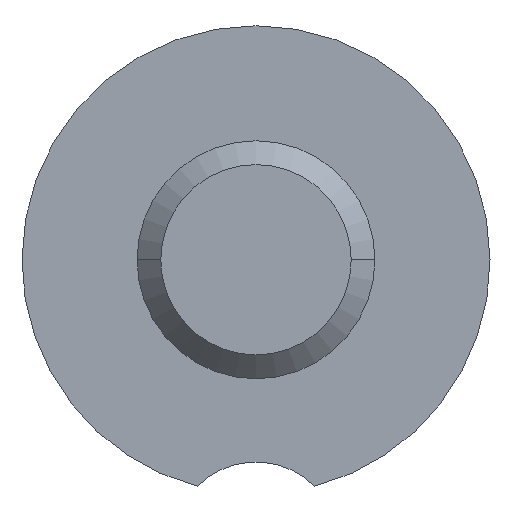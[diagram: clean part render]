
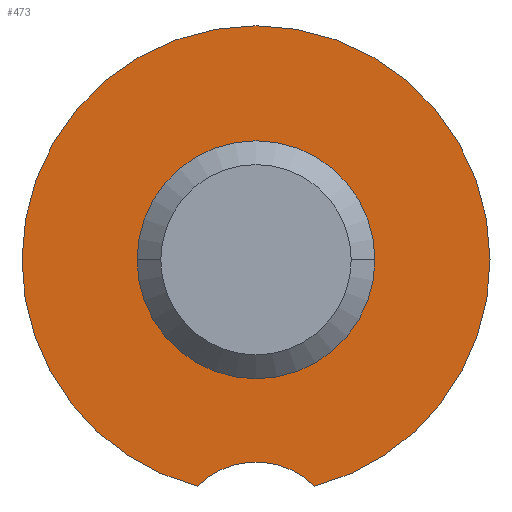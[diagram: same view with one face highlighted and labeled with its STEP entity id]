
A CAD part, front view. The second image highlights one B-rep face of the part: STEP entity #473.
In plain terms, the highlighted planar face has unit normal (0, -1, 0).
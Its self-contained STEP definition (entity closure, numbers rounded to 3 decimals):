
#52 = CARTESIAN_POINT ( 'NONE',  ( -2.95, 20., 0. ) ) ;
#73 = DIRECTION ( 'NONE',  ( -1., 0., 0. ) ) ;
#79 = EDGE_CURVE ( 'NONE', #497, #271, #287, .T. ) ;
#89 = CARTESIAN_POINT ( 'NONE',  ( 0., 20., 0. ) ) ;
#97 = AXIS2_PLACEMENT_3D ( 'NONE', #476, #470, #224 ) ;
#111 = DIRECTION ( 'NONE',  ( -1., 0., 0. ) ) ;
#121 = CIRCLE ( 'NONE', #138, 2.95 ) ;
#125 = ORIENTED_EDGE ( 'NONE', *, *, #681, .T. ) ;
#138 = AXIS2_PLACEMENT_3D ( 'NONE', #791, #667, #111 ) ;
#143 = ORIENTED_EDGE ( 'NONE', *, *, #590, .F. ) ;
#145 = CIRCLE ( 'NONE', #583, 2.95 ) ;
#150 = DIRECTION ( 'NONE',  ( -1., 0., 0. ) ) ;
#159 = CARTESIAN_POINT ( 'NONE',  ( 0., 20., -3.6 ) ) ;
#196 = DIRECTION ( 'NONE',  ( 0., 1., 0. ) ) ;
#223 = AXIS2_PLACEMENT_3D ( 'NONE', #159, #403, #721 ) ;
#224 = DIRECTION ( 'NONE',  ( -1., 0., 0. ) ) ;
#233 = FACE_OUTER_BOUND ( 'NONE', #266, .T. ) ;
#254 = EDGE_CURVE ( 'NONE', #442, #497, #145, .T. ) ;
#266 = EDGE_LOOP ( 'NONE', ( #325, #143, #632, #611 ) ) ;
#271 = VERTEX_POINT ( 'NONE', #515 ) ;
#278 = DIRECTION ( 'NONE',  ( 0., 1., 0. ) ) ;
#283 = CIRCLE ( 'NONE', #97, 1.5 ) ;
#284 = CARTESIAN_POINT ( 'NONE',  ( 1.5, 20., 0. ) ) ;
#287 = CIRCLE ( 'NONE', #373, 2.95 ) ;
#306 = DIRECTION ( 'NONE',  ( 0., 1., 0. ) ) ;
#325 = ORIENTED_EDGE ( 'NONE', *, *, #254, .F. ) ;
#326 = AXIS2_PLACEMENT_3D ( 'NONE', #679, #306, #486 ) ;
#356 = ORIENTED_EDGE ( 'NONE', *, *, #645, .T. ) ;
#373 = AXIS2_PLACEMENT_3D ( 'NONE', #573, #196, #73 ) ;
#403 = DIRECTION ( 'NONE',  ( 0., -1., 0. ) ) ;
#415 = CARTESIAN_POINT ( 'NONE',  ( 1.5, 20., 0. ) ) ;
#437 = CIRCLE ( 'NONE', #223, 1.05 ) ;
#442 = VERTEX_POINT ( 'NONE', #467 ) ;
#467 = CARTESIAN_POINT ( 'NONE',  ( -0.74, 20., -2.856 ) ) ;
#470 = DIRECTION ( 'NONE',  ( 0., 1., 0. ) ) ;
#473 = ADVANCED_FACE ( 'NONE', ( #233, #526 ), #653, .F. ) ;
#476 = CARTESIAN_POINT ( 'NONE',  ( 0., 20., 0. ) ) ;
#478 = CARTESIAN_POINT ( 'NONE',  ( 0.74, 20., -2.856 ) ) ;
#479 = EDGE_CURVE ( 'NONE', #271, #550, #121, .T. ) ;
#485 = VERTEX_POINT ( 'NONE', #415 ) ;
#486 = DIRECTION ( 'NONE',  ( -1., 0., 0. ) ) ;
#497 = VERTEX_POINT ( 'NONE', #52 ) ;
#515 = CARTESIAN_POINT ( 'NONE',  ( 2.95, 20., 0. ) ) ;
#526 = FACE_BOUND ( 'NONE', #616, .T. ) ;
#550 = VERTEX_POINT ( 'NONE', #478 ) ;
#566 = VERTEX_POINT ( 'NONE', #602 ) ;
#573 = CARTESIAN_POINT ( 'NONE',  ( 0., 20., 0. ) ) ;
#583 = AXIS2_PLACEMENT_3D ( 'NONE', #89, #278, #150 ) ;
#590 = EDGE_CURVE ( 'NONE', #550, #442, #437, .T. ) ;
#602 = CARTESIAN_POINT ( 'NONE',  ( -1.5, 20., 0. ) ) ;
#611 = ORIENTED_EDGE ( 'NONE', *, *, #79, .F. ) ;
#616 = EDGE_LOOP ( 'NONE', ( #356, #125 ) ) ;
#632 = ORIENTED_EDGE ( 'NONE', *, *, #479, .F. ) ;
#645 = EDGE_CURVE ( 'NONE', #566, #485, #283, .T. ) ;
#650 = CIRCLE ( 'NONE', #326, 1.5 ) ;
#653 = PLANE ( 'NONE',  #744 ) ;
#667 = DIRECTION ( 'NONE',  ( 0., 1., 0. ) ) ;
#679 = CARTESIAN_POINT ( 'NONE',  ( 0., 20., 0. ) ) ;
#681 = EDGE_CURVE ( 'NONE', #485, #566, #650, .T. ) ;
#708 = DIRECTION ( 'NONE',  ( 0., 1., 0. ) ) ;
#721 = DIRECTION ( 'NONE',  ( -1., 0., 0. ) ) ;
#725 = DIRECTION ( 'NONE',  ( -1., 0., 0. ) ) ;
#744 = AXIS2_PLACEMENT_3D ( 'NONE', #284, #708, #725 ) ;
#791 = CARTESIAN_POINT ( 'NONE',  ( 0., 20., 0. ) ) ;
